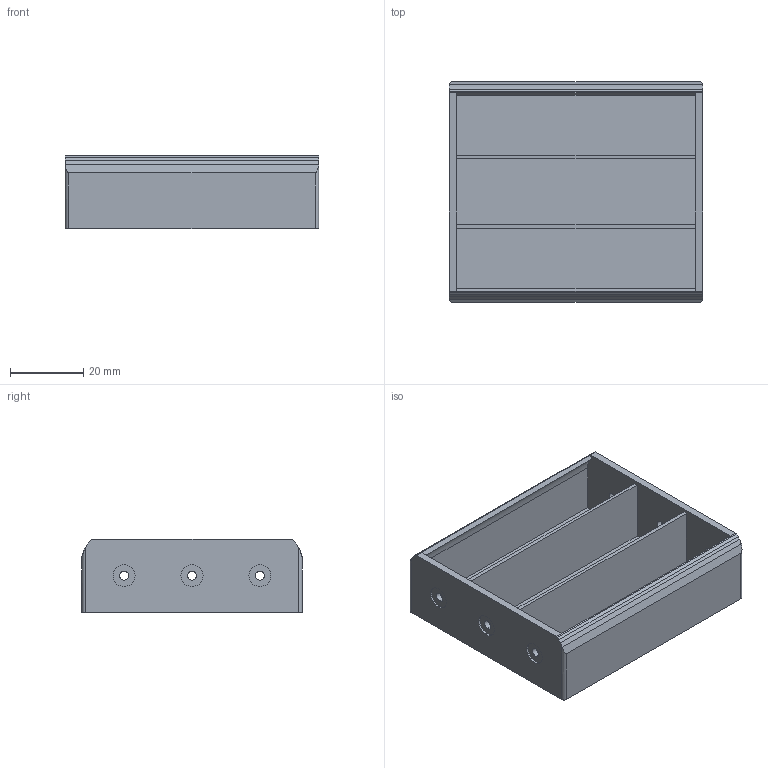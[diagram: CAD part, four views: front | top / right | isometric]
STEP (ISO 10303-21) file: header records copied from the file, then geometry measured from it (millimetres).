
FILE_DESCRIPTION (( 'STEP AP203' ), '1' );
FILE_NAME ('Part1.STEP', '2022-12-03T13:12:32', ( '' ), ( '' ), 'SwSTEP 2.0', 'SolidWorks 2018', '' );
FILE_SCHEMA (( 'CONFIG_CONTROL_DESIGN' ));
Length unit declared in the file: millimetre
Products named in the file (1): Part1
Bounding box: 69 x 60 x 20 mm (x, y, z)
Volume: 19001 mm3; surface area: 22108 mm2
Topology: 1 solids, 1 shells, 68 faces, 176 edges, 116 vertices
Faces by surface type: plane 38, cylinder 28, bspline 2
Entity records: 2187 total; most frequent: CARTESIAN_POINT 417, ORIENTED_EDGE 352, DIRECTION 344, EDGE_CURVE 176, AXIS2_PLACEMENT_3D 119, VERTEX_POINT 116, VECTOR 106, LINE 106
